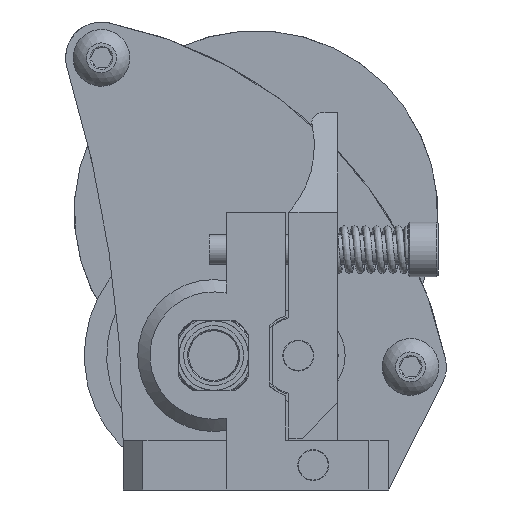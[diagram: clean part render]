
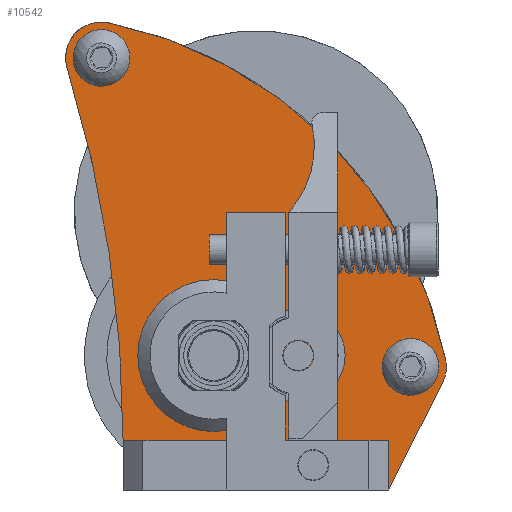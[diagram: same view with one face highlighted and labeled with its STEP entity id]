
A CAD part, front view. The second image highlights one B-rep face of the part: STEP entity #10542.
In plain terms, the highlighted planar face has unit normal (0, -1, 0).
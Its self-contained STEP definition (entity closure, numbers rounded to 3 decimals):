
#949=LINE('',#20614,#1854);
#950=LINE('',#20618,#1855);
#956=LINE('',#20629,#1861);
#968=LINE('',#20737,#1873);
#969=LINE('',#20739,#1874);
#970=LINE('',#20741,#1875);
#971=LINE('',#20748,#1876);
#972=LINE('',#20749,#1877);
#973=LINE('',#20751,#1878);
#974=LINE('',#20761,#1879);
#975=LINE('',#20763,#1880);
#976=LINE('',#20765,#1881);
#977=LINE('',#20767,#1882);
#1854=VECTOR('',#14828,1000.);
#1855=VECTOR('',#14831,1000.);
#1861=VECTOR('',#14839,1000.);
#1873=VECTOR('',#14883,1000.);
#1874=VECTOR('',#14884,1000.);
#1875=VECTOR('',#14885,1000.);
#1876=VECTOR('',#14892,1000.);
#1877=VECTOR('',#14893,1000.);
#1878=VECTOR('',#14894,1000.);
#1879=VECTOR('',#14903,1000.);
#1880=VECTOR('',#14904,1000.);
#1881=VECTOR('',#14905,1000.);
#1882=VECTOR('',#14906,1000.);
#2472=PLANE('',#12665);
#4136=ORIENTED_EDGE('',*,*,#6364,.T.);
#4137=ORIENTED_EDGE('',*,*,#6369,.T.);
#4138=ORIENTED_EDGE('',*,*,#6370,.T.);
#4139=ORIENTED_EDGE('',*,*,#6371,.F.);
#4140=ORIENTED_EDGE('',*,*,#6372,.T.);
#4141=ORIENTED_EDGE('',*,*,#6373,.T.);
#4142=ORIENTED_EDGE('',*,*,#6374,.T.);
#4143=ORIENTED_EDGE('',*,*,#6341,.F.);
#4144=ORIENTED_EDGE('',*,*,#6335,.F.);
#4145=ORIENTED_EDGE('',*,*,#6375,.F.);
#4146=ORIENTED_EDGE('',*,*,#6333,.F.);
#4147=ORIENTED_EDGE('',*,*,#6376,.F.);
#4148=ORIENTED_EDGE('',*,*,#6377,.F.);
#4149=ORIENTED_EDGE('',*,*,#6378,.F.);
#4150=ORIENTED_EDGE('',*,*,#6379,.F.);
#4151=ORIENTED_EDGE('',*,*,#6380,.F.);
#4152=ORIENTED_EDGE('',*,*,#6381,.F.);
#4153=ORIENTED_EDGE('',*,*,#6382,.F.);
#4154=ORIENTED_EDGE('',*,*,#6383,.F.);
#4155=ORIENTED_EDGE('',*,*,#6384,.F.);
#4156=ORIENTED_EDGE('',*,*,#6385,.F.);
#4157=ORIENTED_EDGE('',*,*,#6386,.T.);
#4158=ORIENTED_EDGE('',*,*,#6387,.T.);
#6333=EDGE_CURVE('',#7528,#7529,#949,.T.);
#6335=EDGE_CURVE('',#7530,#7531,#950,.T.);
#6341=EDGE_CURVE('',#7531,#7535,#956,.T.);
#6364=EDGE_CURVE('',#7556,#7555,#8195,.T.);
#6369=EDGE_CURVE('',#7555,#7559,#968,.T.);
#6370=EDGE_CURVE('',#7559,#7560,#969,.T.);
#6371=EDGE_CURVE('',#7561,#7560,#970,.T.);
#6372=EDGE_CURVE('',#7561,#7562,#8197,.F.);
#6373=EDGE_CURVE('',#7562,#7563,#8198,.T.);
#6374=EDGE_CURVE('',#7563,#7535,#8199,.F.);
#6375=EDGE_CURVE('',#7529,#7530,#971,.T.);
#6376=EDGE_CURVE('',#7564,#7528,#972,.T.);
#6377=EDGE_CURVE('',#7565,#7564,#973,.T.);
#6378=EDGE_CURVE('',#7566,#7565,#8200,.T.);
#6379=EDGE_CURVE('',#7567,#7566,#8201,.T.);
#6380=EDGE_CURVE('',#7568,#7567,#8202,.T.);
#6381=EDGE_CURVE('',#7569,#7568,#8203,.T.);
#6382=EDGE_CURVE('',#7570,#7569,#974,.T.);
#6383=EDGE_CURVE('',#7571,#7570,#975,.T.);
#6384=EDGE_CURVE('',#7572,#7571,#976,.T.);
#6385=EDGE_CURVE('',#7556,#7572,#977,.T.);
#6386=EDGE_CURVE('',#7573,#7573,#8204,.T.);
#6387=EDGE_CURVE('',#7574,#7574,#8205,.T.);
#7528=VERTEX_POINT('',#20613);
#7529=VERTEX_POINT('',#20615);
#7530=VERTEX_POINT('',#20617);
#7531=VERTEX_POINT('',#20619);
#7535=VERTEX_POINT('',#20630);
#7555=VERTEX_POINT('',#20720);
#7556=VERTEX_POINT('',#20722);
#7559=VERTEX_POINT('',#20738);
#7560=VERTEX_POINT('',#20740);
#7561=VERTEX_POINT('',#20742);
#7562=VERTEX_POINT('',#20744);
#7563=VERTEX_POINT('',#20746);
#7564=VERTEX_POINT('',#20750);
#7565=VERTEX_POINT('',#20752);
#7566=VERTEX_POINT('',#20754);
#7567=VERTEX_POINT('',#20756);
#7568=VERTEX_POINT('',#20758);
#7569=VERTEX_POINT('',#20760);
#7570=VERTEX_POINT('',#20762);
#7571=VERTEX_POINT('',#20764);
#7572=VERTEX_POINT('',#20766);
#7573=VERTEX_POINT('',#20769);
#7574=VERTEX_POINT('',#20771);
#8195=CIRCLE('',#12662,7.625);
#8197=CIRCLE('',#12666,5.2);
#8198=CIRCLE('',#12667,6.625);
#8199=CIRCLE('',#12668,5.2);
#8200=CIRCLE('',#12669,3.6);
#8201=CIRCLE('',#12670,43.4);
#8202=CIRCLE('',#12671,3.6);
#8203=CIRCLE('',#12672,127.084);
#8204=CIRCLE('',#12673,1.6);
#8205=CIRCLE('',#12674,1.6);
#8870=EDGE_LOOP('',(#4136,#4137,#4138,#4139,#4140,#4141,#4142,#4143,#4144,
#4145,#4146,#4147,#4148,#4149,#4150,#4151,#4152,#4153,#4154,#4155,#4156));
#8871=EDGE_LOOP('',(#4157));
#8872=EDGE_LOOP('',(#4158));
#9646=FACE_BOUND('',#8870,.T.);
#9647=FACE_BOUND('',#8871,.T.);
#9648=FACE_BOUND('',#8872,.T.);
#10542=ADVANCED_FACE('',(#9646,#9647,#9648),#2472,.F.);
#12662=AXIS2_PLACEMENT_3D('',#20721,#14874,#14875);
#12665=AXIS2_PLACEMENT_3D('',#20736,#14881,#14882);
#12666=AXIS2_PLACEMENT_3D('',#20743,#14886,#14887);
#12667=AXIS2_PLACEMENT_3D('',#20745,#14888,#14889);
#12668=AXIS2_PLACEMENT_3D('',#20747,#14890,#14891);
#12669=AXIS2_PLACEMENT_3D('',#20753,#14895,#14896);
#12670=AXIS2_PLACEMENT_3D('',#20755,#14897,#14898);
#12671=AXIS2_PLACEMENT_3D('',#20757,#14899,#14900);
#12672=AXIS2_PLACEMENT_3D('',#20759,#14901,#14902);
#12673=AXIS2_PLACEMENT_3D('',#20768,#14907,#14908);
#12674=AXIS2_PLACEMENT_3D('',#20770,#14909,#14910);
#14828=DIRECTION('',(-1.,0.,0.));
#14831=DIRECTION('',(-1.,0.,0.));
#14839=DIRECTION('',(0.,0.,1.));
#14874=DIRECTION('',(0.,1.,0.));
#14875=DIRECTION('',(0.,0.,1.));
#14881=DIRECTION('',(0.,1.,0.));
#14882=DIRECTION('',(0.,0.,1.));
#14883=DIRECTION('',(0.,0.,1.));
#14884=DIRECTION('',(1.,0.,0.));
#14885=DIRECTION('',(0.,0.,1.));
#14886=DIRECTION('',(0.,1.,0.));
#14887=DIRECTION('',(0.,0.,1.));
#14888=DIRECTION('',(0.,1.,0.));
#14889=DIRECTION('',(-1.,0.,0.));
#14890=DIRECTION('',(0.,1.,0.));
#14891=DIRECTION('',(0.,0.,1.));
#14892=DIRECTION('',(-1.,0.,0.));
#14893=DIRECTION('',(0.,0.,1.));
#14894=DIRECTION('',(-0.448,0.,-0.894));
#14895=DIRECTION('',(0.,1.,0.));
#14896=DIRECTION('',(-1.,0.,0.));
#14897=DIRECTION('',(0.,1.,0.));
#14898=DIRECTION('',(-1.,0.,0.));
#14899=DIRECTION('',(0.,1.,0.));
#14900=DIRECTION('',(-1.,0.,0.));
#14901=DIRECTION('',(0.,-1.,0.));
#14902=DIRECTION('',(-1.,0.,0.));
#14903=DIRECTION('',(-1.,0.,0.));
#14904=DIRECTION('',(-1.,0.,0.));
#14905=DIRECTION('',(-1.,0.,0.));
#14906=DIRECTION('',(0.,0.,-1.));
#14907=DIRECTION('',(0.,1.,0.));
#14908=DIRECTION('',(-1.,0.,0.));
#14909=DIRECTION('',(0.,1.,0.));
#14910=DIRECTION('',(-1.,0.,0.));
#20613=CARTESIAN_POINT('',(13.35,13.2,-8.5));
#20614=CARTESIAN_POINT('',(13.35,13.2,-8.5));
#20615=CARTESIAN_POINT('',(11.072,13.2,-8.5));
#20617=CARTESIAN_POINT('',(7.928,13.2,-8.5));
#20618=CARTESIAN_POINT('',(13.35,13.2,-8.5));
#20619=CARTESIAN_POINT('',(3.,13.2,-8.5));
#20629=CARTESIAN_POINT('',(3.,13.2,29.906));
#20630=CARTESIAN_POINT('',(3.,13.2,-5.048));
#20720=CARTESIAN_POINT('',(-3.,13.2,7.522));
#20721=CARTESIAN_POINT('',(-4.25,13.2,0.));
#20722=CARTESIAN_POINT('',(-3.,13.2,-7.522));
#20736=CARTESIAN_POINT('',(-15.521,13.2,29.906));
#20737=CARTESIAN_POINT('',(-3.,13.2,6.4));
#20738=CARTESIAN_POINT('',(-3.,13.2,14.4));
#20739=CARTESIAN_POINT('',(-3.,13.2,14.4));
#20740=CARTESIAN_POINT('',(3.,13.2,14.4));
#20741=CARTESIAN_POINT('',(3.,13.2,29.906));
#20742=CARTESIAN_POINT('',(3.,13.2,5.048));
#20743=CARTESIAN_POINT('',(4.25,13.2,0.));
#20744=CARTESIAN_POINT('',(0.991,13.2,4.052));
#20745=CARTESIAN_POINT('',(-4.25,13.2,0.));
#20746=CARTESIAN_POINT('',(0.991,13.2,-4.052));
#20747=CARTESIAN_POINT('',(4.25,13.2,0.));
#20748=CARTESIAN_POINT('',(13.35,13.2,-8.5));
#20749=CARTESIAN_POINT('',(13.35,13.2,-13.5));
#20750=CARTESIAN_POINT('',(13.35,13.2,-13.5));
#20751=CARTESIAN_POINT('',(18.739,13.2,-2.749));
#20752=CARTESIAN_POINT('',(18.739,13.2,-2.749));
#20753=CARTESIAN_POINT('',(15.521,13.2,-1.136));
#20754=CARTESIAN_POINT('',(19.048,13.2,-0.416));
#20755=CARTESIAN_POINT('',(-23.476,13.2,-9.091));
#20756=CARTESIAN_POINT('',(-14.801,13.2,33.434));
#20757=CARTESIAN_POINT('',(-15.521,13.2,29.906));
#20758=CARTESIAN_POINT('',(-18.962,13.2,28.848));
#20759=CARTESIAN_POINT('',(-140.434,13.2,-8.5));
#20760=CARTESIAN_POINT('',(-13.35,13.2,-8.5));
#20761=CARTESIAN_POINT('',(13.35,13.2,-8.5));
#20762=CARTESIAN_POINT('',(-11.072,13.2,-8.5));
#20763=CARTESIAN_POINT('',(13.35,13.2,-8.5));
#20764=CARTESIAN_POINT('',(-7.928,13.2,-8.5));
#20765=CARTESIAN_POINT('',(13.35,13.2,-8.5));
#20766=CARTESIAN_POINT('',(-3.,13.2,-8.5));
#20767=CARTESIAN_POINT('',(-3.,13.2,-6.4));
#20768=CARTESIAN_POINT('',(15.521,13.2,-1.136));
#20769=CARTESIAN_POINT('',(13.921,13.2,-1.136));
#20770=CARTESIAN_POINT('',(-15.521,13.2,29.906));
#20771=CARTESIAN_POINT('',(-17.121,13.2,29.906));
